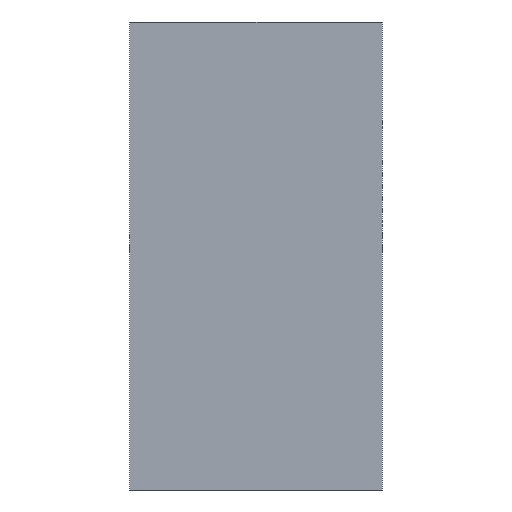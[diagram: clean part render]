
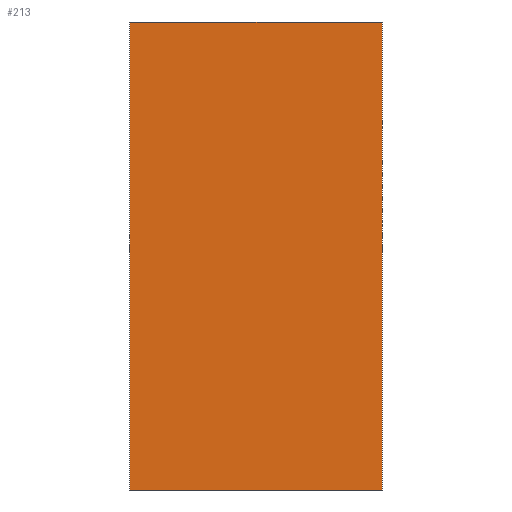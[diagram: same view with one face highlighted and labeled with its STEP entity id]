
A CAD part, left-side view. The second image highlights one B-rep face of the part: STEP entity #213.
In plain terms, the highlighted planar face has unit normal (-1, 0, 0).
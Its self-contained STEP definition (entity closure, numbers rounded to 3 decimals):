
#27=FACE_OUTER_BOUND('',#38,.T.);
#38=EDGE_LOOP('',(#168,#169,#170,#171));
#49=LINE('',#318,#76);
#62=LINE('',#345,#89);
#63=LINE('',#347,#90);
#64=LINE('',#348,#91);
#76=VECTOR('',#264,10.);
#89=VECTOR('',#287,10.);
#90=VECTOR('',#288,10.);
#91=VECTOR('',#289,10.);
#101=VERTEX_POINT('',#314);
#102=VERTEX_POINT('',#316);
#111=VERTEX_POINT('',#344);
#112=VERTEX_POINT('',#346);
#121=EDGE_CURVE('',#102,#101,#49,.T.);
#134=EDGE_CURVE('',#111,#102,#62,.T.);
#135=EDGE_CURVE('',#112,#111,#63,.T.);
#136=EDGE_CURVE('',#101,#112,#64,.T.);
#168=ORIENTED_EDGE('',*,*,#134,.F.);
#169=ORIENTED_EDGE('',*,*,#135,.F.);
#170=ORIENTED_EDGE('',*,*,#136,.F.);
#171=ORIENTED_EDGE('',*,*,#121,.F.);
#202=PLANE('',#247);
#213=ADVANCED_FACE('',(#27),#202,.T.);
#247=AXIS2_PLACEMENT_3D('',#343,#285,#286);
#264=DIRECTION('',(0.,0.,-1.));
#285=DIRECTION('center_axis',(-1.,0.,0.));
#286=DIRECTION('ref_axis',(0.,0.,1.));
#287=DIRECTION('',(0.,-1.,0.));
#288=DIRECTION('',(0.,0.,1.));
#289=DIRECTION('',(0.,1.,0.));
#314=CARTESIAN_POINT('',(-1.6,-0.01,-0.75));
#316=CARTESIAN_POINT('',(-1.6,-0.01,0.75));
#318=CARTESIAN_POINT('',(-1.6,-0.01,0.75));
#343=CARTESIAN_POINT('Origin',(-1.6,0.,-0.75));
#344=CARTESIAN_POINT('',(-1.6,0.8,0.75));
#345=CARTESIAN_POINT('',(-1.6,0.,0.75));
#346=CARTESIAN_POINT('',(-1.6,0.8,-0.75));
#347=CARTESIAN_POINT('',(-1.6,0.8,-0.75));
#348=CARTESIAN_POINT('',(-1.6,0.,-0.75));
